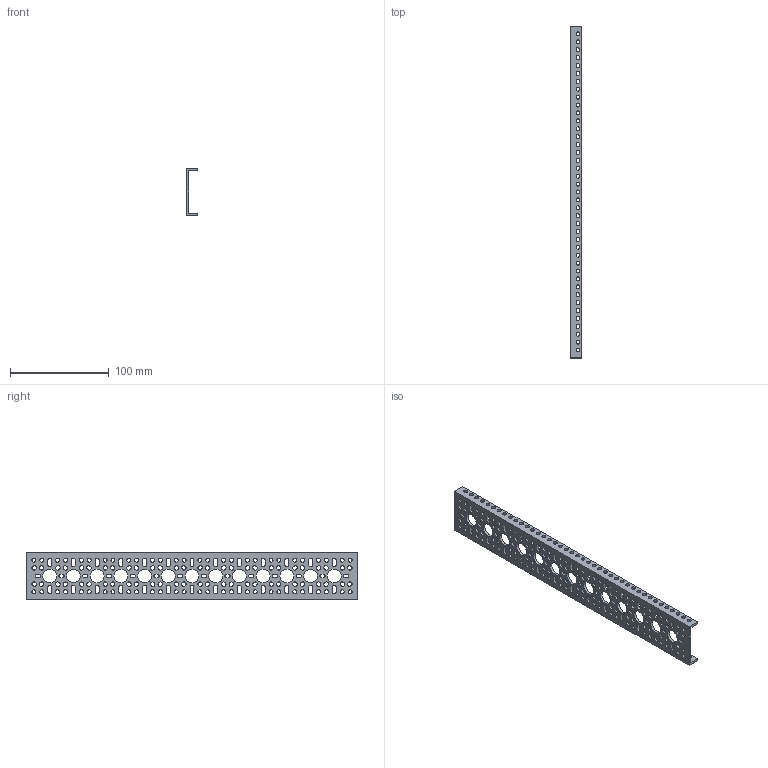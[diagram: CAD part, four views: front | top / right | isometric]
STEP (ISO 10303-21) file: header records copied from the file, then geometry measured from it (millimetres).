
FILE_DESCRIPTION (( 'STEP AP203' ), '1' );
FILE_NAME ('1107-0013-0336 rev1.STEP', '2017-05-12T19:33:50', ( '' ), ( '' ), 'SwSTEP 2.0', 'SolidWorks 2016', '' );
FILE_SCHEMA (( 'CONFIG_CONTROL_DESIGN' ));
Length unit declared in the file: millimetre
Products named in the file (1): 1107-0013-0336 rev1
Bounding box: 12 x 336 x 48 mm (x, y, z)
Volume: 42130.8 mm3; surface area: 45397.8 mm2
Topology: 1 solids, 1 shells, 765 faces, 2289 edges, 1526 vertices
Faces by surface type: cylinder 563, plane 202
Entity records: 27394 total; most frequent: DIRECTION 4947, CARTESIAN_POINT 4581, ORIENTED_EDGE 4578, EDGE_CURVE 2289, AXIS2_PLACEMENT_3D 1892, VERTEX_POINT 1526, EDGE_LOOP 1259, LINE 1163
